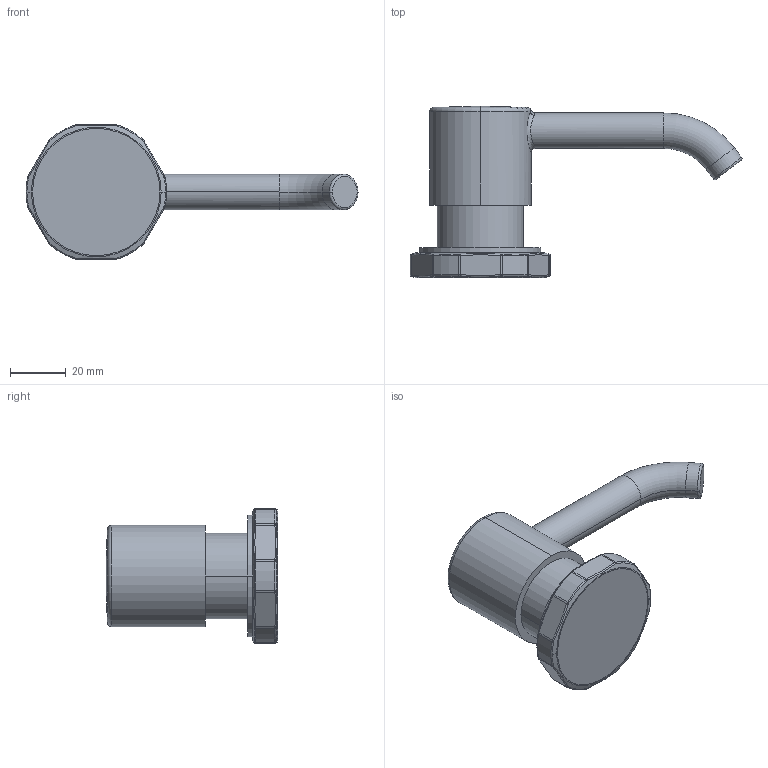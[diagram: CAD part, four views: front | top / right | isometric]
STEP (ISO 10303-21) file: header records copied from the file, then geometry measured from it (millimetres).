
FILE_DESCRIPTION((''),'2;1');
FILE_NAME('3190-5721','2021-04-27T11:16:21',('jinson.thomas'),(''),'CREO PARAMETRIC BY PTC INC, 2018400','CREO PARAMETRIC BY PTC INC, 2018400','');
FILE_SCHEMA(('CONFIG_CONTROL_DESIGN'));
Length unit declared in the file: inch
Products named in the file (1): 3190-5721
Bounding box: 118.77 x 61.37 x 48.01 mm (x, y, z)
Volume: 77002.3 mm3; surface area: 14299.5 mm2
Topology: 1 solids, 1 shells, 107 faces, 243 edges, 139 vertices
Faces by surface type: bspline 44, cylinder 28, torus 22, plane 11, sphere 2
Entity records: 4691 total; most frequent: CARTESIAN_POINT 2512, ORIENTED_EDGE 482, DIRECTION 414, EDGE_CURVE 241, AXIS2_PLACEMENT_3D 190, VERTEX_POINT 139, CIRCLE 127, EDGE_LOOP 110
